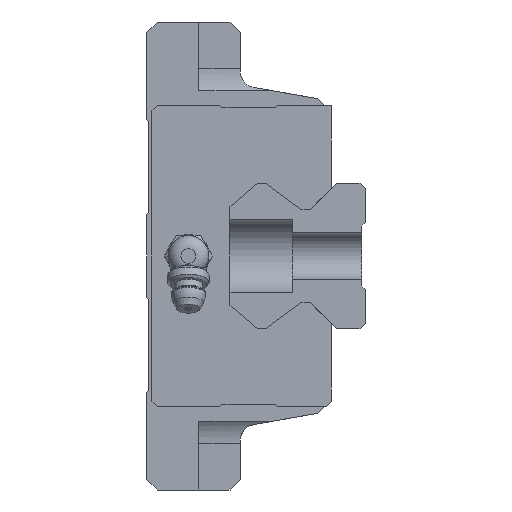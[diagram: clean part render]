
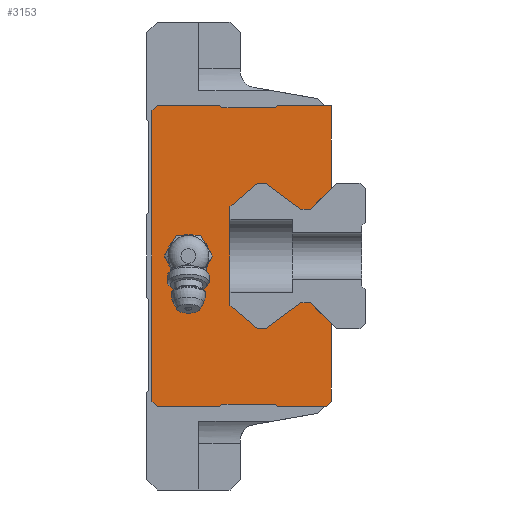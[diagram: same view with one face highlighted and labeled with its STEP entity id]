
A CAD part, left-side view. The second image highlights one B-rep face of the part: STEP entity #3153.
In plain terms, the highlighted planar face has unit normal (-1, 0, 0).
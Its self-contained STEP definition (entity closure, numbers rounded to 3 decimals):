
#628=ORIENTED_EDGE('',*,*,#1297,.F.);
#629=ORIENTED_EDGE('',*,*,#1326,.F.);
#630=ORIENTED_EDGE('',*,*,#1324,.F.);
#631=ORIENTED_EDGE('',*,*,#1322,.F.);
#632=ORIENTED_EDGE('',*,*,#1320,.F.);
#633=ORIENTED_EDGE('',*,*,#1318,.F.);
#634=ORIENTED_EDGE('',*,*,#1316,.F.);
#635=ORIENTED_EDGE('',*,*,#1314,.F.);
#636=ORIENTED_EDGE('',*,*,#1312,.F.);
#637=ORIENTED_EDGE('',*,*,#1310,.F.);
#638=ORIENTED_EDGE('',*,*,#1188,.F.);
#639=ORIENTED_EDGE('',*,*,#1185,.F.);
#640=ORIENTED_EDGE('',*,*,#1182,.F.);
#641=ORIENTED_EDGE('',*,*,#1179,.F.);
#642=ORIENTED_EDGE('',*,*,#1176,.F.);
#643=ORIENTED_EDGE('',*,*,#1173,.F.);
#644=ORIENTED_EDGE('',*,*,#1170,.F.);
#645=ORIENTED_EDGE('',*,*,#1167,.F.);
#646=ORIENTED_EDGE('',*,*,#1164,.F.);
#647=ORIENTED_EDGE('',*,*,#1161,.F.);
#648=ORIENTED_EDGE('',*,*,#1156,.F.);
#649=ORIENTED_EDGE('',*,*,#1309,.F.);
#650=ORIENTED_EDGE('',*,*,#1307,.F.);
#651=ORIENTED_EDGE('',*,*,#1305,.F.);
#652=ORIENTED_EDGE('',*,*,#1303,.F.);
#653=ORIENTED_EDGE('',*,*,#1301,.F.);
#654=ORIENTED_EDGE('',*,*,#1299,.F.);
#655=ORIENTED_EDGE('',*,*,#1327,.T.);
#656=ORIENTED_EDGE('',*,*,#1328,.T.);
#657=ORIENTED_EDGE('',*,*,#1329,.T.);
#658=ORIENTED_EDGE('',*,*,#1330,.T.);
#659=ORIENTED_EDGE('',*,*,#1331,.T.);
#660=ORIENTED_EDGE('',*,*,#1332,.T.);
#1156=EDGE_CURVE('',#1583,#1584,#1876,.T.);
#1161=EDGE_CURVE('',#1584,#1588,#1881,.T.);
#1164=EDGE_CURVE('',#1588,#1590,#1884,.T.);
#1167=EDGE_CURVE('',#1590,#1592,#1887,.T.);
#1170=EDGE_CURVE('',#1592,#1594,#1890,.T.);
#1173=EDGE_CURVE('',#1594,#1596,#1893,.T.);
#1176=EDGE_CURVE('',#1596,#1598,#1896,.T.);
#1179=EDGE_CURVE('',#1598,#1600,#1899,.T.);
#1182=EDGE_CURVE('',#1600,#1602,#1902,.T.);
#1185=EDGE_CURVE('',#1602,#1604,#1905,.T.);
#1188=EDGE_CURVE('',#1604,#1606,#1908,.T.);
#1297=EDGE_CURVE('',#1672,#1673,#2010,.T.);
#1299=EDGE_CURVE('',#1673,#1674,#2012,.T.);
#1301=EDGE_CURVE('',#1674,#1675,#2014,.T.);
#1303=EDGE_CURVE('',#1675,#1676,#2016,.T.);
#1305=EDGE_CURVE('',#1676,#1677,#2018,.T.);
#1307=EDGE_CURVE('',#1677,#1678,#2020,.T.);
#1309=EDGE_CURVE('',#1678,#1583,#2022,.T.);
#1310=EDGE_CURVE('',#1606,#1679,#2023,.T.);
#1312=EDGE_CURVE('',#1679,#1680,#2025,.T.);
#1314=EDGE_CURVE('',#1680,#1681,#2027,.T.);
#1316=EDGE_CURVE('',#1681,#1682,#2029,.T.);
#1318=EDGE_CURVE('',#1682,#1683,#2031,.T.);
#1320=EDGE_CURVE('',#1683,#1684,#2033,.T.);
#1322=EDGE_CURVE('',#1684,#1685,#2035,.T.);
#1324=EDGE_CURVE('',#1685,#1686,#2037,.T.);
#1326=EDGE_CURVE('',#1686,#1672,#2039,.T.);
#1327=EDGE_CURVE('',#1687,#1688,#2040,.T.);
#1328=EDGE_CURVE('',#1688,#1689,#2041,.T.);
#1329=EDGE_CURVE('',#1689,#1690,#2042,.T.);
#1330=EDGE_CURVE('',#1690,#1691,#2043,.T.);
#1331=EDGE_CURVE('',#1691,#1692,#2044,.T.);
#1332=EDGE_CURVE('',#1692,#1687,#2045,.T.);
#1583=VERTEX_POINT('',#4621);
#1584=VERTEX_POINT('',#4623);
#1588=VERTEX_POINT('',#4633);
#1590=VERTEX_POINT('',#4639);
#1592=VERTEX_POINT('',#4645);
#1594=VERTEX_POINT('',#4651);
#1596=VERTEX_POINT('',#4657);
#1598=VERTEX_POINT('',#4663);
#1600=VERTEX_POINT('',#4669);
#1602=VERTEX_POINT('',#4675);
#1604=VERTEX_POINT('',#4681);
#1606=VERTEX_POINT('',#4687);
#1672=VERTEX_POINT('',#4899);
#1673=VERTEX_POINT('',#4901);
#1674=VERTEX_POINT('',#4905);
#1675=VERTEX_POINT('',#4909);
#1676=VERTEX_POINT('',#4913);
#1677=VERTEX_POINT('',#4917);
#1678=VERTEX_POINT('',#4921);
#1679=VERTEX_POINT('',#4927);
#1680=VERTEX_POINT('',#4931);
#1681=VERTEX_POINT('',#4935);
#1682=VERTEX_POINT('',#4939);
#1683=VERTEX_POINT('',#4943);
#1684=VERTEX_POINT('',#4947);
#1685=VERTEX_POINT('',#4951);
#1686=VERTEX_POINT('',#4955);
#1687=VERTEX_POINT('',#4961);
#1688=VERTEX_POINT('',#4962);
#1689=VERTEX_POINT('',#4964);
#1690=VERTEX_POINT('',#4966);
#1691=VERTEX_POINT('',#4968);
#1692=VERTEX_POINT('',#4970);
#1876=LINE('',#4622,#2234);
#1881=LINE('',#4632,#2239);
#1884=LINE('',#4638,#2242);
#1887=LINE('',#4644,#2245);
#1890=LINE('',#4650,#2248);
#1893=LINE('',#4656,#2251);
#1896=LINE('',#4662,#2254);
#1899=LINE('',#4668,#2257);
#1902=LINE('',#4674,#2260);
#1905=LINE('',#4680,#2263);
#1908=LINE('',#4686,#2266);
#2010=LINE('',#4900,#2368);
#2012=LINE('',#4904,#2370);
#2014=LINE('',#4908,#2372);
#2016=LINE('',#4912,#2374);
#2018=LINE('',#4916,#2376);
#2020=LINE('',#4920,#2378);
#2022=LINE('',#4924,#2380);
#2023=LINE('',#4926,#2381);
#2025=LINE('',#4930,#2383);
#2027=LINE('',#4934,#2385);
#2029=LINE('',#4938,#2387);
#2031=LINE('',#4942,#2389);
#2033=LINE('',#4946,#2391);
#2035=LINE('',#4950,#2393);
#2037=LINE('',#4954,#2395);
#2039=LINE('',#4958,#2397);
#2040=LINE('',#4960,#2398);
#2041=LINE('',#4963,#2399);
#2042=LINE('',#4965,#2400);
#2043=LINE('',#4967,#2401);
#2044=LINE('',#4969,#2402);
#2045=LINE('',#4971,#2403);
#2234=VECTOR('',#3671,1000.);
#2239=VECTOR('',#3678,1000.);
#2242=VECTOR('',#3683,1000.);
#2245=VECTOR('',#3688,1000.);
#2248=VECTOR('',#3693,1000.);
#2251=VECTOR('',#3698,1000.);
#2254=VECTOR('',#3703,1000.);
#2257=VECTOR('',#3708,1000.);
#2260=VECTOR('',#3713,1000.);
#2263=VECTOR('',#3718,1000.);
#2266=VECTOR('',#3723,1000.);
#2368=VECTOR('',#3915,1000.);
#2370=VECTOR('',#3919,1000.);
#2372=VECTOR('',#3923,1000.);
#2374=VECTOR('',#3927,1000.);
#2376=VECTOR('',#3931,1000.);
#2378=VECTOR('',#3935,1000.);
#2380=VECTOR('',#3939,1000.);
#2381=VECTOR('',#3942,1000.);
#2383=VECTOR('',#3946,1000.);
#2385=VECTOR('',#3950,1000.);
#2387=VECTOR('',#3954,1000.);
#2389=VECTOR('',#3958,1000.);
#2391=VECTOR('',#3962,1000.);
#2393=VECTOR('',#3966,1000.);
#2395=VECTOR('',#3970,1000.);
#2397=VECTOR('',#3974,1000.);
#2398=VECTOR('',#3977,1000.);
#2399=VECTOR('',#3978,1000.);
#2400=VECTOR('',#3979,1000.);
#2401=VECTOR('',#3980,1000.);
#2402=VECTOR('',#3981,1000.);
#2403=VECTOR('',#3982,1000.);
#2601=EDGE_LOOP('',(#628,#629,#630,#631,#632,#633,#634,#635,#636,#637,#638,
#639,#640,#641,#642,#643,#644,#645,#646,#647,#648,#649,#650,#651,#652,#653,
#654));
#2602=EDGE_LOOP('',(#655,#656,#657,#658,#659,#660));
#2812=FACE_BOUND('',#2601,.T.);
#2813=FACE_BOUND('',#2602,.T.);
#3010=PLANE('',#3379);
#3153=ADVANCED_FACE('',(#2812,#2813),#3010,.F.);
#3379=AXIS2_PLACEMENT_3D('',#4959,#3975,#3976);
#3671=DIRECTION('',(0.,0.707,-0.707));
#3678=DIRECTION('',(0.,1.,0.));
#3683=DIRECTION('',(0.,0.807,0.591));
#3688=DIRECTION('',(0.,1.,0.));
#3693=DIRECTION('',(0.,0.758,-0.652));
#3698=DIRECTION('',(0.,0.,-1.));
#3703=DIRECTION('',(0.,-0.758,-0.652));
#3708=DIRECTION('',(0.,-1.,0.));
#3713=DIRECTION('',(0.,-0.807,0.591));
#3718=DIRECTION('',(0.,-1.,0.));
#3723=DIRECTION('',(0.,-0.707,-0.707));
#3915=DIRECTION('',(0.,-0.707,0.707));
#3919=DIRECTION('',(0.,-1.,0.));
#3923=DIRECTION('',(0.,-0.707,-0.707));
#3927=DIRECTION('',(0.,-1.,0.));
#3931=DIRECTION('',(0.,-0.707,0.707));
#3935=DIRECTION('',(0.,-1.,0.));
#3939=DIRECTION('',(0.,0.,-1.));
#3942=DIRECTION('',(0.,0.,-1.));
#3946=DIRECTION('',(0.,0.707,-0.707));
#3950=DIRECTION('',(0.,1.,0.));
#3954=DIRECTION('',(0.,0.707,0.707));
#3958=DIRECTION('',(0.,1.,0.));
#3962=DIRECTION('',(0.,0.707,-0.707));
#3966=DIRECTION('',(0.,1.,0.));
#3970=DIRECTION('',(0.,0.707,0.707));
#3974=DIRECTION('',(0.,0.,1.));
#3975=DIRECTION('',(1.,0.,0.));
#3976=DIRECTION('',(0.,0.,-1.));
#3977=DIRECTION('',(0.,1.,0.));
#3978=DIRECTION('',(0.,0.5,0.866));
#3979=DIRECTION('',(0.,-0.5,0.866));
#3980=DIRECTION('',(0.,-1.,0.));
#3981=DIRECTION('',(0.,-0.5,-0.866));
#3982=DIRECTION('',(0.,0.5,-0.866));
#4621=CARTESIAN_POINT('',(-47.75,-38.5,13.));
#4622=CARTESIAN_POINT('',(-47.75,-38.5,13.));
#4623=CARTESIAN_POINT('',(-47.75,-34.5,9.));
#4632=CARTESIAN_POINT('',(-47.75,-34.5,9.));
#4633=CARTESIAN_POINT('',(-47.75,-32.6,9.));
#4638=CARTESIAN_POINT('',(-47.75,-32.6,9.));
#4639=CARTESIAN_POINT('',(-47.75,-25.77,14.));
#4644=CARTESIAN_POINT('',(-47.75,-25.77,14.));
#4645=CARTESIAN_POINT('',(-47.75,-24.23,14.));
#4650=CARTESIAN_POINT('',(-47.75,-24.23,14.));
#4651=CARTESIAN_POINT('',(-47.75,-19.,9.5));
#4656=CARTESIAN_POINT('',(-47.75,-19.,9.5));
#4657=CARTESIAN_POINT('',(-47.75,-19.,-9.5));
#4662=CARTESIAN_POINT('',(-47.75,-19.,-9.5));
#4663=CARTESIAN_POINT('',(-47.75,-24.23,-14.));
#4668=CARTESIAN_POINT('',(-47.75,-24.23,-14.));
#4669=CARTESIAN_POINT('',(-47.75,-25.77,-14.));
#4674=CARTESIAN_POINT('',(-47.75,-25.77,-14.));
#4675=CARTESIAN_POINT('',(-47.75,-32.6,-9.));
#4680=CARTESIAN_POINT('',(-47.75,-32.6,-9.));
#4681=CARTESIAN_POINT('',(-47.75,-34.5,-9.));
#4686=CARTESIAN_POINT('',(-47.75,-34.5,-9.));
#4687=CARTESIAN_POINT('',(-47.75,-38.5,-13.));
#4899=CARTESIAN_POINT('',(-47.75,-4.,27.9));
#4900=CARTESIAN_POINT('',(-47.75,-4.,27.9));
#4901=CARTESIAN_POINT('',(-47.75,-5.,28.9));
#4904=CARTESIAN_POINT('',(-47.75,-5.,28.9));
#4905=CARTESIAN_POINT('',(-47.75,-17.05,28.9));
#4908=CARTESIAN_POINT('',(-47.75,-17.05,28.9));
#4909=CARTESIAN_POINT('',(-47.75,-17.45,28.5));
#4912=CARTESIAN_POINT('',(-47.75,-17.45,28.5));
#4913=CARTESIAN_POINT('',(-47.75,-27.75,28.5));
#4916=CARTESIAN_POINT('',(-47.75,-27.75,28.5));
#4917=CARTESIAN_POINT('',(-47.75,-28.15,28.9));
#4920=CARTESIAN_POINT('',(-47.75,-28.15,28.9));
#4921=CARTESIAN_POINT('',(-47.75,-38.5,28.9));
#4924=CARTESIAN_POINT('',(-47.75,-38.5,28.9));
#4926=CARTESIAN_POINT('',(-47.75,-38.5,-13.));
#4927=CARTESIAN_POINT('',(-47.75,-38.5,-27.9));
#4930=CARTESIAN_POINT('',(-47.75,-38.5,-27.9));
#4931=CARTESIAN_POINT('',(-47.75,-37.5,-28.9));
#4934=CARTESIAN_POINT('',(-47.75,-37.5,-28.9));
#4935=CARTESIAN_POINT('',(-47.75,-28.15,-28.9));
#4938=CARTESIAN_POINT('',(-47.75,-28.15,-28.9));
#4939=CARTESIAN_POINT('',(-47.75,-27.75,-28.5));
#4942=CARTESIAN_POINT('',(-47.75,-27.75,-28.5));
#4943=CARTESIAN_POINT('',(-47.75,-17.45,-28.5));
#4946=CARTESIAN_POINT('',(-47.75,-17.45,-28.5));
#4947=CARTESIAN_POINT('',(-47.75,-17.05,-28.9));
#4950=CARTESIAN_POINT('',(-47.75,-17.05,-28.9));
#4951=CARTESIAN_POINT('',(-47.75,-5.,-28.9));
#4954=CARTESIAN_POINT('',(-47.75,-5.,-28.9));
#4955=CARTESIAN_POINT('',(-47.75,-4.,-27.9));
#4958=CARTESIAN_POINT('',(-47.75,-4.,-27.9));
#4959=CARTESIAN_POINT('',(-47.75,0.,0.));
#4960=CARTESIAN_POINT('',(-47.75,-13.309,-4.));
#4961=CARTESIAN_POINT('',(-47.75,-13.309,-4.));
#4962=CARTESIAN_POINT('',(-47.75,-8.691,-4.));
#4963=CARTESIAN_POINT('',(-47.75,-8.691,-4.));
#4964=CARTESIAN_POINT('',(-47.75,-6.381,0.));
#4965=CARTESIAN_POINT('',(-47.75,-6.381,0.));
#4966=CARTESIAN_POINT('',(-47.75,-8.691,4.));
#4967=CARTESIAN_POINT('',(-47.75,-8.691,4.));
#4968=CARTESIAN_POINT('',(-47.75,-13.309,4.));
#4969=CARTESIAN_POINT('',(-47.75,-13.309,4.));
#4970=CARTESIAN_POINT('',(-47.75,-15.619,0.));
#4971=CARTESIAN_POINT('',(-47.75,-15.619,0.));
